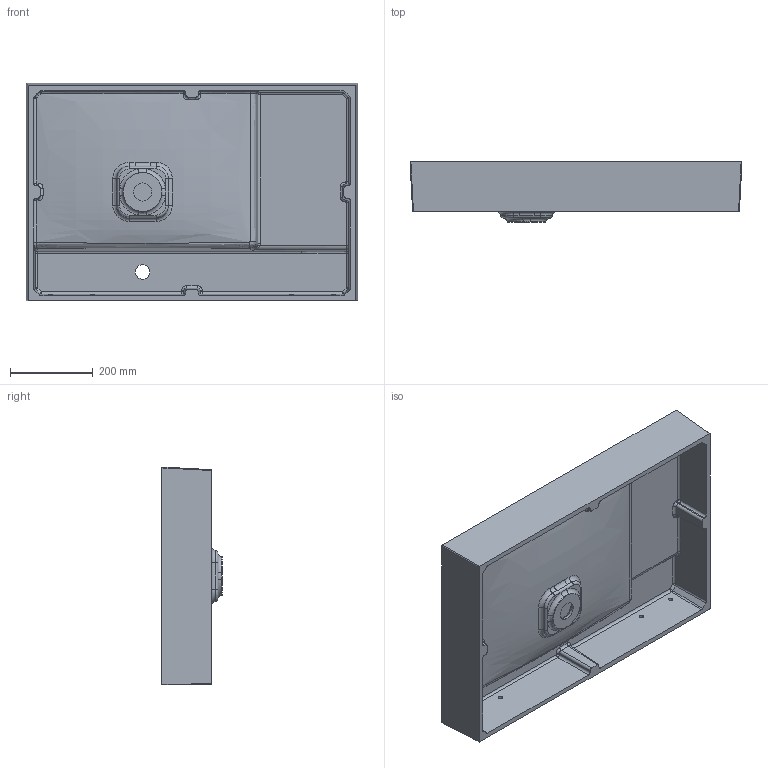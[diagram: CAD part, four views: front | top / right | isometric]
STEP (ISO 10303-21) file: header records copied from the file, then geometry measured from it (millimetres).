
FILE_DESCRIPTION (( 'STEP AP214' ), '1' );
FILE_NAME ('Soul 800.STEP', '2023-10-20T07:43:09', ( '' ), ( '' ), 'SwSTEP 2.0', 'SolidWorks 2020', '' );
FILE_SCHEMA (( 'AUTOMOTIVE_DESIGN' ));
Length unit declared in the file: millimetre
Products named in the file (1): Soul 800
Bounding box: 800 x 145 x 525 mm (x, y, z)
Volume: 9087687.5 mm3; surface area: 1554604.4 mm2
Topology: 2 solids, 2 shells, 386 faces, 911 edges, 521 vertices
Faces by surface type: bspline 130, cylinder 126, plane 77, sphere 29, torus 14, cone 10
Entity records: 25376 total; most frequent: CARTESIAN_POINT 17691, ORIENTED_EDGE 1800, DIRECTION 1352, EDGE_CURVE 900, AXIS2_PLACEMENT_3D 529, VERTEX_POINT 521, EDGE_LOOP 401, FACE_OUTER_BOUND 386
